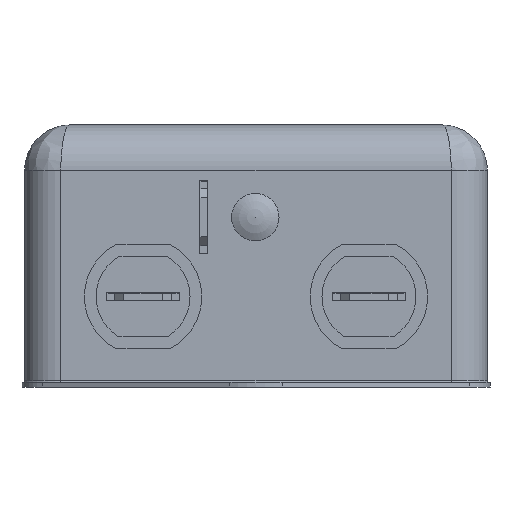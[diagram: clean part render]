
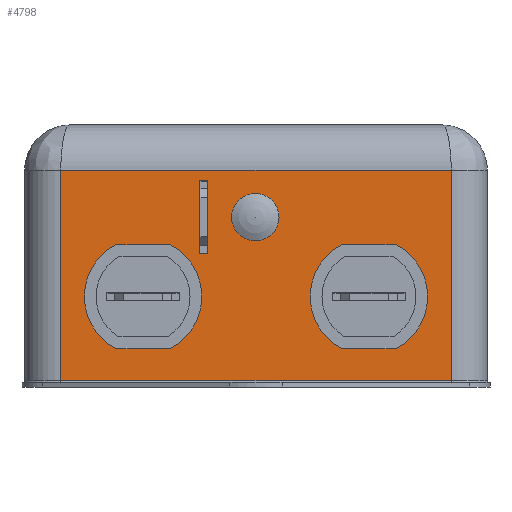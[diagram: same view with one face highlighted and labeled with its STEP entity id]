
A CAD part, left-side view. The second image highlights one B-rep face of the part: STEP entity #4798.
In plain terms, the highlighted planar face has unit normal (-1, 0, 0).
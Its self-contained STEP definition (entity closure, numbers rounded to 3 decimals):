
#211=CIRCLE('',#6502,2.625);
#212=CIRCLE('',#6503,6.473);
#213=CIRCLE('',#6504,6.473);
#214=CIRCLE('',#6505,6.473);
#215=CIRCLE('',#6506,6.473);
#661=ORIENTED_EDGE('',*,*,#1979,.T.);
#662=ORIENTED_EDGE('',*,*,#1980,.T.);
#663=ORIENTED_EDGE('',*,*,#1981,.F.);
#664=ORIENTED_EDGE('',*,*,#1982,.T.);
#665=ORIENTED_EDGE('',*,*,#1983,.F.);
#666=ORIENTED_EDGE('',*,*,#1984,.F.);
#667=ORIENTED_EDGE('',*,*,#1985,.F.);
#668=ORIENTED_EDGE('',*,*,#1986,.F.);
#669=ORIENTED_EDGE('',*,*,#1987,.T.);
#670=ORIENTED_EDGE('',*,*,#1988,.T.);
#671=ORIENTED_EDGE('',*,*,#1989,.T.);
#672=ORIENTED_EDGE('',*,*,#1990,.T.);
#673=ORIENTED_EDGE('',*,*,#1991,.T.);
#674=ORIENTED_EDGE('',*,*,#1992,.F.);
#675=ORIENTED_EDGE('',*,*,#1993,.F.);
#676=ORIENTED_EDGE('',*,*,#1994,.F.);
#677=ORIENTED_EDGE('',*,*,#1995,.F.);
#1979=EDGE_CURVE('',#2656,#2657,#3081,.T.);
#1980=EDGE_CURVE('',#2657,#2658,#3082,.T.);
#1981=EDGE_CURVE('',#2659,#2658,#3083,.T.);
#1982=EDGE_CURVE('',#2659,#2656,#3084,.F.);
#1983=EDGE_CURVE('',#2660,#2661,#3085,.T.);
#1984=EDGE_CURVE('',#2662,#2660,#3086,.T.);
#1985=EDGE_CURVE('',#2663,#2662,#3087,.T.);
#1986=EDGE_CURVE('',#2661,#2663,#3088,.T.);
#1987=EDGE_CURVE('',#2664,#2664,#211,.T.);
#1988=EDGE_CURVE('',#2665,#2666,#3089,.T.);
#1989=EDGE_CURVE('',#2666,#2667,#212,.T.);
#1990=EDGE_CURVE('',#2667,#2668,#3090,.T.);
#1991=EDGE_CURVE('',#2668,#2665,#213,.T.);
#1992=EDGE_CURVE('',#2669,#2670,#214,.T.);
#1993=EDGE_CURVE('',#2671,#2669,#3091,.T.);
#1994=EDGE_CURVE('',#2672,#2671,#215,.T.);
#1995=EDGE_CURVE('',#2670,#2672,#3092,.T.);
#2656=VERTEX_POINT('',#8777);
#2657=VERTEX_POINT('',#8778);
#2658=VERTEX_POINT('',#8780);
#2659=VERTEX_POINT('',#8782);
#2660=VERTEX_POINT('',#8785);
#2661=VERTEX_POINT('',#8786);
#2662=VERTEX_POINT('',#8788);
#2663=VERTEX_POINT('',#8790);
#2664=VERTEX_POINT('',#8793);
#2665=VERTEX_POINT('',#8795);
#2666=VERTEX_POINT('',#8796);
#2667=VERTEX_POINT('',#8798);
#2668=VERTEX_POINT('',#8800);
#2669=VERTEX_POINT('',#8803);
#2670=VERTEX_POINT('',#8804);
#2671=VERTEX_POINT('',#8806);
#2672=VERTEX_POINT('',#8808);
#3081=LINE('',#8776,#3532);
#3082=LINE('',#8779,#3533);
#3083=LINE('',#8781,#3534);
#3084=LINE('',#8783,#3535);
#3085=LINE('',#8784,#3536);
#3086=LINE('',#8787,#3537);
#3087=LINE('',#8789,#3538);
#3088=LINE('',#8791,#3539);
#3089=LINE('',#8794,#3540);
#3090=LINE('',#8799,#3541);
#3091=LINE('',#8805,#3542);
#3092=LINE('',#8809,#3543);
#3532=VECTOR('',#7077,1000.);
#3533=VECTOR('',#7078,1000.);
#3534=VECTOR('',#7079,1000.);
#3535=VECTOR('',#7080,1000.);
#3536=VECTOR('',#7081,1000.);
#3537=VECTOR('',#7082,1000.);
#3538=VECTOR('',#7083,1000.);
#3539=VECTOR('',#7084,1000.);
#3540=VECTOR('',#7087,1000.);
#3541=VECTOR('',#7090,1000.);
#3542=VECTOR('',#7095,1000.);
#3543=VECTOR('',#7098,1000.);
#3936=EDGE_LOOP('',(#661,#662,#663,#664));
#3937=EDGE_LOOP('',(#665,#666,#667,#668));
#3938=EDGE_LOOP('',(#669));
#3939=EDGE_LOOP('',(#670,#671,#672,#673));
#3940=EDGE_LOOP('',(#674,#675,#676,#677));
#4277=FACE_BOUND('',#3936,.T.);
#4278=FACE_BOUND('',#3937,.T.);
#4279=FACE_BOUND('',#3938,.T.);
#4280=FACE_BOUND('',#3939,.T.);
#4281=FACE_BOUND('',#3940,.T.);
#4595=PLANE('',#6501);
#4798=ADVANCED_FACE('',(#4277,#4278,#4279,#4280,#4281),#4595,.F.);
#6501=AXIS2_PLACEMENT_3D('',#8775,#7075,#7076);
#6502=AXIS2_PLACEMENT_3D('',#8792,#7085,#7086);
#6503=AXIS2_PLACEMENT_3D('',#8797,#7088,#7089);
#6504=AXIS2_PLACEMENT_3D('',#8801,#7091,#7092);
#6505=AXIS2_PLACEMENT_3D('',#8802,#7093,#7094);
#6506=AXIS2_PLACEMENT_3D('',#8807,#7096,#7097);
#7075=DIRECTION('',(1.,0.,0.));
#7076=DIRECTION('',(0.,1.,0.));
#7077=DIRECTION('',(0.,0.,-1.));
#7078=DIRECTION('',(0.,-1.,0.));
#7079=DIRECTION('',(0.,0.,-1.));
#7080=DIRECTION('',(0.,-1.,0.));
#7081=DIRECTION('',(0.,1.,0.));
#7082=DIRECTION('',(0.,0.,1.));
#7083=DIRECTION('',(0.,-1.,0.));
#7084=DIRECTION('',(0.,0.,-1.));
#7085=DIRECTION('',(1.,0.,0.));
#7086=DIRECTION('',(0.,-1.,0.));
#7087=DIRECTION('',(0.,1.,0.));
#7088=DIRECTION('',(1.,0.,0.));
#7089=DIRECTION('',(0.,-1.,0.));
#7090=DIRECTION('',(0.,-1.,0.));
#7091=DIRECTION('',(1.,0.,0.));
#7092=DIRECTION('',(0.,1.,0.));
#7093=DIRECTION('',(-1.,0.,0.));
#7094=DIRECTION('',(0.,1.,0.));
#7095=DIRECTION('',(0.,-1.,0.));
#7096=DIRECTION('',(-1.,0.,0.));
#7097=DIRECTION('',(0.,-1.,0.));
#7098=DIRECTION('',(0.,1.,0.));
#8775=CARTESIAN_POINT('',(-25.6,21.6,14.25));
#8776=CARTESIAN_POINT('',(-25.6,21.6,14.25));
#8777=CARTESIAN_POINT('',(-25.6,21.6,9.25));
#8778=CARTESIAN_POINT('',(-25.6,21.6,-14.05));
#8779=CARTESIAN_POINT('',(-25.6,21.6,-14.05));
#8780=CARTESIAN_POINT('',(-25.6,-21.6,-14.05));
#8781=CARTESIAN_POINT('',(-25.6,-21.6,14.25));
#8782=CARTESIAN_POINT('',(-25.6,-21.6,9.25));
#8783=CARTESIAN_POINT('',(-25.6,21.6,9.25));
#8784=CARTESIAN_POINT('',(-25.6,5.35,8.1));
#8785=CARTESIAN_POINT('',(-25.6,5.35,8.1));
#8786=CARTESIAN_POINT('',(-25.6,6.25,8.1));
#8787=CARTESIAN_POINT('',(-25.6,5.35,0.));
#8788=CARTESIAN_POINT('',(-25.6,5.35,0.));
#8789=CARTESIAN_POINT('',(-25.6,6.25,0.));
#8790=CARTESIAN_POINT('',(-25.6,6.25,0.));
#8791=CARTESIAN_POINT('',(-25.6,6.25,8.1));
#8792=CARTESIAN_POINT('',(-25.6,0.075,4.05));
#8793=CARTESIAN_POINT('',(-25.6,-2.55,4.05));
#8794=CARTESIAN_POINT('',(-25.6,9.5,-10.5));
#8795=CARTESIAN_POINT('',(-25.6,9.5,-10.5));
#8796=CARTESIAN_POINT('',(-25.6,15.5,-10.5));
#8797=CARTESIAN_POINT('',(-25.6,12.527,-4.75));
#8798=CARTESIAN_POINT('',(-25.6,15.5,1.));
#8799=CARTESIAN_POINT('',(-25.6,15.5,1.));
#8800=CARTESIAN_POINT('',(-25.6,9.5,1.));
#8801=CARTESIAN_POINT('',(-25.6,12.473,-4.75));
#8802=CARTESIAN_POINT('',(-25.6,-12.527,-4.75));
#8803=CARTESIAN_POINT('',(-25.6,-15.5,-10.5));
#8804=CARTESIAN_POINT('',(-25.6,-15.5,1.));
#8805=CARTESIAN_POINT('',(-25.6,-9.5,-10.5));
#8806=CARTESIAN_POINT('',(-25.6,-9.5,-10.5));
#8807=CARTESIAN_POINT('',(-25.6,-12.473,-4.75));
#8808=CARTESIAN_POINT('',(-25.6,-9.5,1.));
#8809=CARTESIAN_POINT('',(-25.6,-15.5,1.));
